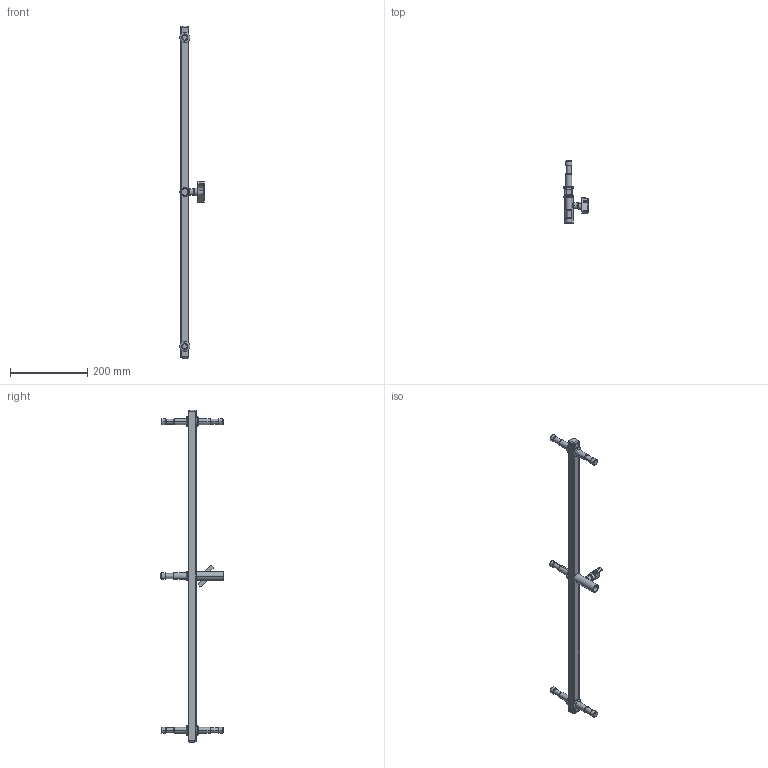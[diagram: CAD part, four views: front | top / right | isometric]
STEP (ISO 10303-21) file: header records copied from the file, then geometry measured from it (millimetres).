
FILE_DESCRIPTION (( 'STEP AP203' ), '1' );
FILE_NAME ('G1340.STEP', '2018-09-27T11:09:42', ( '' ), ( '' ), 'SwSTEP 2.0', 'SolidWorks 2016', '' );
FILE_SCHEMA (( 'CONFIG_CONTROL_DESIGN' ));
Length unit declared in the file: millimetre
Products named in the file (11): TH2603_TH2603; G1174_LABEL_G1340_LABEL; Doughty Knob_S0153; S3053; TH2608; TH2611_TH2611; G1340; TH2218; TH2607_TH2607; S0109; TH2602
Assembly tree (16 placements, depth 3):
  G1340
    TH2611_TH2611
      TH2607_TH2607
      TH2608
      TH2603_TH2603
      TH2218
      TH2602  x2
    Doughty Knob_S0153
    S0109  x2
    S3053  x5
    G1174_LABEL_G1340_LABEL
Bounding box: 63.34 x 161.44 x 860 mm (x, y, z)
Volume: 206190.5 mm3; surface area: 169855.7 mm2
Topology: 15 solids, 15 shells, 804 faces, 2033 edges, 1312 vertices
Faces by surface type: plane 433, cylinder 185, bspline 100, cone 50, torus 28, sphere 8
Entity records: 26734 total; most frequent: CARTESIAN_POINT 8577, ORIENTED_EDGE 3618, DIRECTION 3193, EDGE_CURVE 1809, VECTOR 1257, LINE 1257, VERTEX_POINT 1184, AXIS2_PLACEMENT_3D 968
